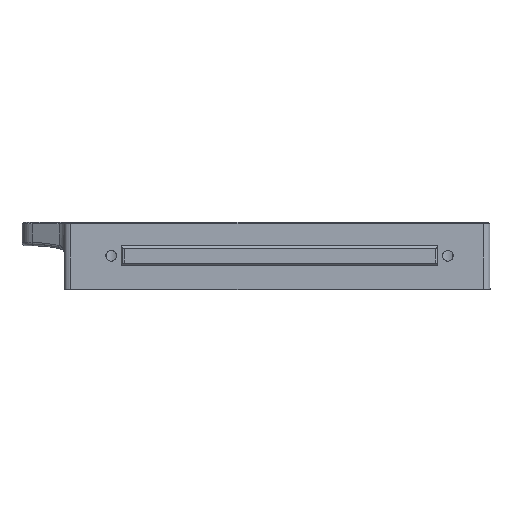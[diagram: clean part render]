
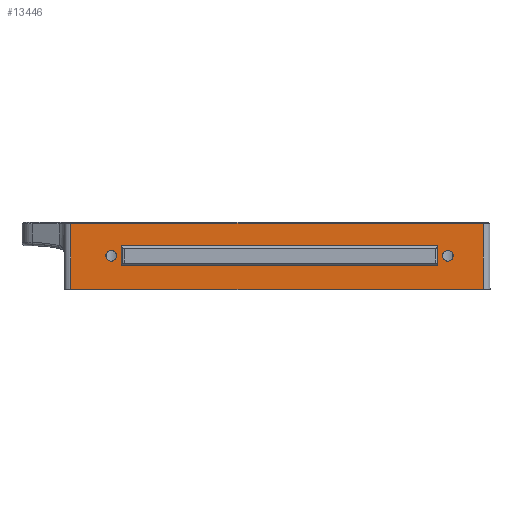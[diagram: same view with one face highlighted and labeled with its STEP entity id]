
A CAD part, top view. The second image highlights one B-rep face of the part: STEP entity #13446.
In plain terms, the highlighted planar face has unit normal (0, 0, 1).
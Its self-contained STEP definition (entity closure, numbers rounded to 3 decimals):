
#73 = CARTESIAN_POINT ( 'NONE',  ( -89.274, 16.572, 118.684 ) ) ;
#236 = ORIENTED_EDGE ( 'NONE', *, *, #14580, .T. ) ;
#742 = AXIS2_PLACEMENT_3D ( 'NONE', #14364, #6584, #5066 ) ;
#799 = LINE ( 'NONE', #19222, #14986 ) ;
#970 = EDGE_LOOP ( 'NONE', ( #6765, #13384, #14744, #9581 ) ) ;
#1166 = CARTESIAN_POINT ( 'NONE',  ( -104.274, 9.572, 118.684 ) ) ;
#1366 = EDGE_CURVE ( 'NONE', #5472, #18593, #16275, .T. ) ;
#1812 = VERTEX_POINT ( 'NONE', #15725 ) ;
#2179 = CARTESIAN_POINT ( 'NONE',  ( 18.226, 9.572, 118.684 ) ) ;
#2404 = ORIENTED_EDGE ( 'NONE', *, *, #18503, .T. ) ;
#2583 = CARTESIAN_POINT ( 'NONE',  ( 4.726, 22.572, 118.684 ) ) ;
#2991 = VECTOR ( 'NONE', #13463, 1000. ) ;
#3247 = FACE_BOUND ( 'NONE', #13726, .T. ) ;
#3324 = CARTESIAN_POINT ( 'NONE',  ( 18.226, 9.572, 118.684 ) ) ;
#3463 = CARTESIAN_POINT ( 'NONE',  ( 7.726, 19.572, 118.684 ) ) ;
#3629 = CARTESIAN_POINT ( 'NONE',  ( -56.474, 9.572, 118.684 ) ) ;
#3912 = DIRECTION ( 'NONE',  ( -1., 0., 0. ) ) ;
#3982 = EDGE_CURVE ( 'NONE', #11161, #1812, #14349, .T. ) ;
#3983 = DIRECTION ( 'NONE',  ( 1., 0., 0. ) ) ;
#4012 = CIRCLE ( 'NONE', #17517, 1.6 ) ;
#4705 = VECTOR ( 'NONE', #16372, 1000. ) ;
#4880 = LINE ( 'NONE', #2179, #15836 ) ;
#5066 = DIRECTION ( 'NONE',  ( -1., 0., 0. ) ) ;
#5124 = FACE_OUTER_BOUND ( 'NONE', #970, .T. ) ;
#5472 = VERTEX_POINT ( 'NONE', #2583 ) ;
#5965 = CARTESIAN_POINT ( 'NONE',  ( -93.874, 19.572, 118.684 ) ) ;
#6282 = DIRECTION ( 'NONE',  ( 0., 0., -1. ) ) ;
#6292 = CARTESIAN_POINT ( 'NONE',  ( -89.274, 16.072, 118.684 ) ) ;
#6561 = ORIENTED_EDGE ( 'NONE', *, *, #14752, .T. ) ;
#6584 = DIRECTION ( 'NONE',  ( 0., 0., -1. ) ) ;
#6598 = DIRECTION ( 'NONE',  ( 0., 1., 0. ) ) ;
#6683 = CARTESIAN_POINT ( 'NONE',  ( 6.126, 19.572, 118.684 ) ) ;
#6765 = ORIENTED_EDGE ( 'NONE', *, *, #10106, .T. ) ;
#6792 = CARTESIAN_POINT ( 'NONE',  ( -74.299, 9.572, 118.684 ) ) ;
#6856 = CARTESIAN_POINT ( 'NONE',  ( -92.274, 19.572, 118.684 ) ) ;
#6987 = EDGE_CURVE ( 'NONE', #18066, #19524, #16055, .T. ) ;
#7007 = LINE ( 'NONE', #8819, #9448 ) ;
#7207 = ORIENTED_EDGE ( 'NONE', *, *, #1366, .T. ) ;
#7339 = VECTOR ( 'NONE', #8113, 1000. ) ;
#7934 = CARTESIAN_POINT ( 'NONE',  ( 18.226, 29.172, 118.684 ) ) ;
#8113 = DIRECTION ( 'NONE',  ( 1., 0., 0. ) ) ;
#8356 = VERTEX_POINT ( 'NONE', #15438 ) ;
#8698 = CARTESIAN_POINT ( 'NONE',  ( -89.274, 22.572, 118.684 ) ) ;
#8731 = EDGE_LOOP ( 'NONE', ( #19547, #11963 ) ) ;
#8819 = CARTESIAN_POINT ( 'NONE',  ( -38.374, 22.572, 118.684 ) ) ;
#8880 = EDGE_CURVE ( 'NONE', #1812, #8356, #16182, .T. ) ;
#9081 = EDGE_LOOP ( 'NONE', ( #18195, #6561 ) ) ;
#9448 = VECTOR ( 'NONE', #3983, 1000. ) ;
#9581 = ORIENTED_EDGE ( 'NONE', *, *, #12686, .T. ) ;
#9835 = AXIS2_PLACEMENT_3D ( 'NONE', #6856, #9987, #16121 ) ;
#9987 = DIRECTION ( 'NONE',  ( 0., 0., -1. ) ) ;
#10106 = EDGE_CURVE ( 'NONE', #19041, #11161, #4880, .T. ) ;
#10237 = CARTESIAN_POINT ( 'NONE',  ( 4.726, 13.072, 118.684 ) ) ;
#10822 = CIRCLE ( 'NONE', #9835, 1.6 ) ;
#10873 = CARTESIAN_POINT ( 'NONE',  ( -92.274, 19.572, 118.684 ) ) ;
#10944 = DIRECTION ( 'NONE',  ( 0., 1., 0. ) ) ;
#10969 = DIRECTION ( 'NONE',  ( 0., 0., -1. ) ) ;
#11132 = VERTEX_POINT ( 'NONE', #12579 ) ;
#11157 = VERTEX_POINT ( 'NONE', #73 ) ;
#11161 = VERTEX_POINT ( 'NONE', #7934 ) ;
#11217 = AXIS2_PLACEMENT_3D ( 'NONE', #3629, #17137, #15431 ) ;
#11696 = CIRCLE ( 'NONE', #742, 1.6 ) ;
#11963 = ORIENTED_EDGE ( 'NONE', *, *, #17374, .T. ) ;
#12375 = VECTOR ( 'NONE', #12557, 1000. ) ;
#12451 = DIRECTION ( 'NONE',  ( -1., 0., 0. ) ) ;
#12464 = LINE ( 'NONE', #6292, #14017 ) ;
#12537 = FACE_BOUND ( 'NONE', #8731, .T. ) ;
#12557 = DIRECTION ( 'NONE',  ( -1., 0., 0. ) ) ;
#12579 = CARTESIAN_POINT ( 'NONE',  ( -90.674, 19.572, 118.684 ) ) ;
#12686 = EDGE_CURVE ( 'NONE', #8356, #19041, #14471, .T. ) ;
#13384 = ORIENTED_EDGE ( 'NONE', *, *, #3982, .T. ) ;
#13446 = ADVANCED_FACE ( 'NONE', ( #3247, #12537, #15819, #5124 ), #17421, .T. ) ;
#13463 = DIRECTION ( 'NONE',  ( 0., -1., 0. ) ) ;
#13726 = EDGE_LOOP ( 'NONE', ( #236, #7207, #2404, #17473 ) ) ;
#13797 = DIRECTION ( 'NONE',  ( -1., 0., 0. ) ) ;
#14017 = VECTOR ( 'NONE', #10944, 1000. ) ;
#14281 = CARTESIAN_POINT ( 'NONE',  ( 9.326, 19.572, 118.684 ) ) ;
#14349 = LINE ( 'NONE', #17261, #12375 ) ;
#14364 = CARTESIAN_POINT ( 'NONE',  ( 7.726, 19.572, 118.684 ) ) ;
#14471 = LINE ( 'NONE', #6792, #7339 ) ;
#14580 = EDGE_CURVE ( 'NONE', #18828, #5472, #7007, .T. ) ;
#14744 = ORIENTED_EDGE ( 'NONE', *, *, #8880, .T. ) ;
#14752 = EDGE_CURVE ( 'NONE', #19524, #18066, #11696, .T. ) ;
#14986 = VECTOR ( 'NONE', #3912, 1000. ) ;
#15431 = DIRECTION ( 'NONE',  ( 1., 0., 0. ) ) ;
#15438 = CARTESIAN_POINT ( 'NONE',  ( -104.274, 9.572, 118.684 ) ) ;
#15725 = CARTESIAN_POINT ( 'NONE',  ( -104.274, 29.172, 118.684 ) ) ;
#15819 = FACE_BOUND ( 'NONE', #9081, .T. ) ;
#15836 = VECTOR ( 'NONE', #6598, 1000. ) ;
#16055 = CIRCLE ( 'NONE', #17345, 1.6 ) ;
#16121 = DIRECTION ( 'NONE',  ( -1., 0., 0. ) ) ;
#16182 = LINE ( 'NONE', #1166, #2991 ) ;
#16275 = LINE ( 'NONE', #10237, #4705 ) ;
#16372 = DIRECTION ( 'NONE',  ( 0., -1., 0. ) ) ;
#16807 = CARTESIAN_POINT ( 'NONE',  ( 4.726, 16.572, 118.684 ) ) ;
#17137 = DIRECTION ( 'NONE',  ( 0., 0., 1. ) ) ;
#17261 = CARTESIAN_POINT ( 'NONE',  ( -104.274, 29.172, 118.684 ) ) ;
#17345 = AXIS2_PLACEMENT_3D ( 'NONE', #3463, #6282, #12451 ) ;
#17374 = EDGE_CURVE ( 'NONE', #11132, #18860, #4012, .T. ) ;
#17421 = PLANE ( 'NONE',  #11217 ) ;
#17473 = ORIENTED_EDGE ( 'NONE', *, *, #18003, .T. ) ;
#17517 = AXIS2_PLACEMENT_3D ( 'NONE', #10873, #10969, #13797 ) ;
#18003 = EDGE_CURVE ( 'NONE', #11157, #18828, #12464, .T. ) ;
#18066 = VERTEX_POINT ( 'NONE', #6683 ) ;
#18146 = EDGE_CURVE ( 'NONE', #18860, #11132, #10822, .T. ) ;
#18195 = ORIENTED_EDGE ( 'NONE', *, *, #6987, .T. ) ;
#18503 = EDGE_CURVE ( 'NONE', #18593, #11157, #799, .T. ) ;
#18593 = VERTEX_POINT ( 'NONE', #16807 ) ;
#18828 = VERTEX_POINT ( 'NONE', #8698 ) ;
#18860 = VERTEX_POINT ( 'NONE', #5965 ) ;
#19041 = VERTEX_POINT ( 'NONE', #3324 ) ;
#19222 = CARTESIAN_POINT ( 'NONE',  ( -72.874, 16.572, 118.684 ) ) ;
#19524 = VERTEX_POINT ( 'NONE', #14281 ) ;
#19547 = ORIENTED_EDGE ( 'NONE', *, *, #18146, .T. ) ;
